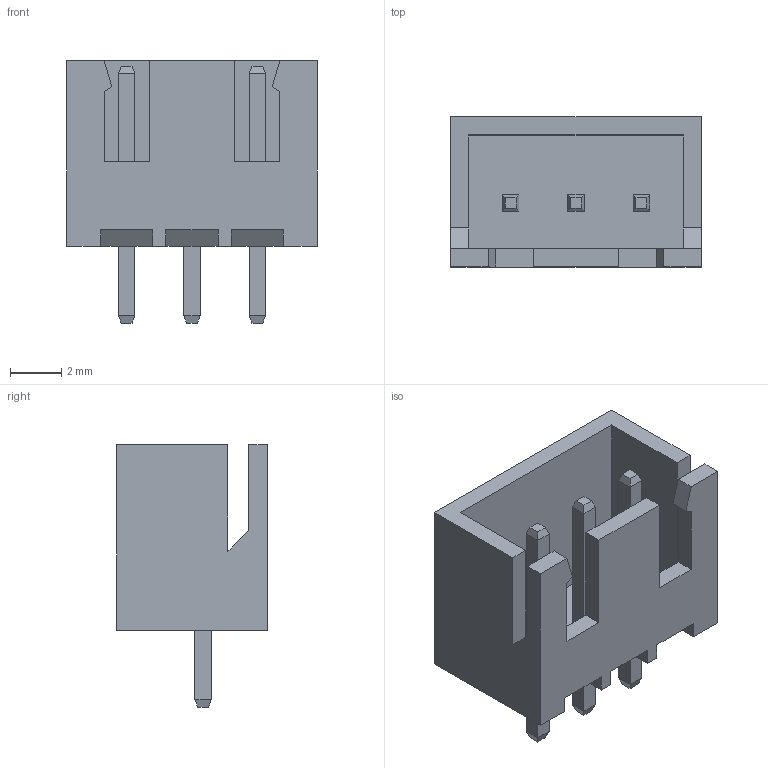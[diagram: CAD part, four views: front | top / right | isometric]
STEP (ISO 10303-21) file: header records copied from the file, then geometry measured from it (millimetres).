
FILE_DESCRIPTION(/* description */ (''),/* implementation_level */ '2;1');
FILE_NAME(/* name */ 'JST_XH_1x03_P2.54mm_Vertical.step',/* time_stamp */ '2024-05-11T01:33:27+05:30',/* author */ (''),/* organization */ (''),/* preprocessor_version */ 'ST-DEVELOPER v20',/* originating_system */ 'Autodesk Translation Framework v12.20.1.177',/* authorisation */ '');
FILE_SCHEMA (('AUTOMOTIVE_DESIGN { 1 0 10303 214 3 1 1 }'));
Length unit declared in the file: millimetre
Products named in the file (1): JST - XH - Thru (V) - 3Pin - 2.54mm
Bounding box: 9.75 x 5.84 x 10.21 mm (x, y, z)
Volume: 158.9 mm3; surface area: 560.9 mm2
Topology: 1 solids, 1 shells, 103 faces, 258 edges, 160 vertices
Faces by surface type: plane 103
Entity records: 3114 total; most frequent: CARTESIAN_POINT 522, ORIENTED_EDGE 516, DIRECTION 466, LINE 258, VECTOR 258, EDGE_CURVE 258, VERTEX_POINT 160, EDGE_LOOP 106
